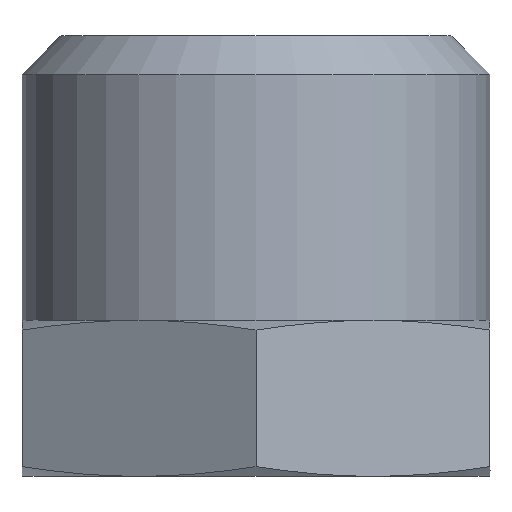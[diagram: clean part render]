
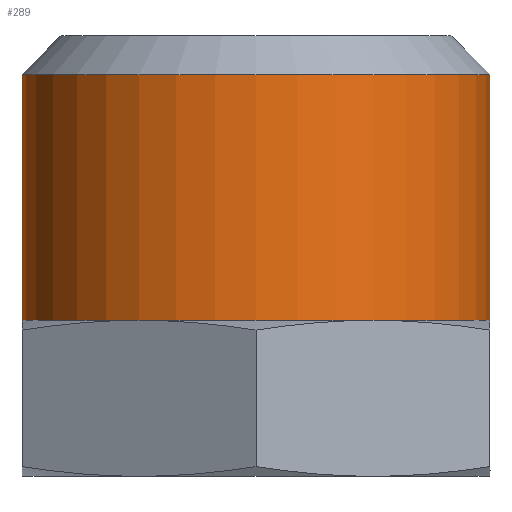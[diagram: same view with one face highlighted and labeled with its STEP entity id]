
A CAD part, front view. The second image highlights one B-rep face of the part: STEP entity #289.
In plain terms, the highlighted cylindrical face has radius 6 mm (diameter 12 mm), a partial arc.
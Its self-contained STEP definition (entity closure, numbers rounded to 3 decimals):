
#58=FACE_OUTER_BOUND('',#93,.F.);
#93=EDGE_LOOP('',(#160,#161,#162,#163,#164,#165));
#160=ORIENTED_EDGE('',*,*,#475,.T.);
#161=ORIENTED_EDGE('',*,*,#477,.T.);
#162=ORIENTED_EDGE('',*,*,#478,.T.);
#163=ORIENTED_EDGE('',*,*,#505,.T.);
#164=ORIENTED_EDGE('',*,*,#491,.F.);
#165=ORIENTED_EDGE('',*,*,#506,.T.);
#289=ADVANCED_FACE('',(#58),#320,.T.);
#320=CYLINDRICAL_SURFACE('',#627,6.);
#371=LINE('',#1049,#389);
#372=LINE('',#1050,#390);
#389=VECTOR('',#751,6.3);
#390=VECTOR('',#752,6.3);
#408=CIRCLE('',#600,6.);
#410=CIRCLE('',#602,6.);
#411=CIRCLE('',#603,6.);
#424=CIRCLE('',#616,6.);
#475=EDGE_CURVE('',#519,#532,#408,.T.);
#477=EDGE_CURVE('',#532,#536,#410,.T.);
#478=EDGE_CURVE('',#536,#540,#411,.T.);
#491=EDGE_CURVE('',#507,#509,#424,.T.);
#505=EDGE_CURVE('',#540,#509,#371,.T.);
#506=EDGE_CURVE('',#507,#519,#372,.T.);
#507=VERTEX_POINT('',#829);
#509=VERTEX_POINT('',#831);
#519=VERTEX_POINT('',#841);
#532=VERTEX_POINT('',#854);
#536=VERTEX_POINT('',#858);
#540=VERTEX_POINT('',#862);
#600=AXIS2_PLACEMENT_3D('',#1019,#701,#702);
#602=AXIS2_PLACEMENT_3D('',#1021,#705,#706);
#603=AXIS2_PLACEMENT_3D('',#1022,#707,#708);
#616=AXIS2_PLACEMENT_3D('',#1035,#733,#734);
#627=AXIS2_PLACEMENT_3D('',#1058,#767,#768);
#701=DIRECTION('',(0.,0.,-1.));
#702=DIRECTION('',(1.,0.,0.));
#705=DIRECTION('',(0.,0.,-1.));
#706=DIRECTION('',(0.5,-0.866,0.));
#707=DIRECTION('',(0.,0.,-1.));
#708=DIRECTION('',(-0.5,-0.866,0.));
#733=DIRECTION('',(0.,0.,-1.));
#734=DIRECTION('',(1.,0.,0.));
#751=DIRECTION('',(0.,0.,1.));
#752=DIRECTION('',(0.,0.,-1.));
#767=DIRECTION('',(0.,0.,-1.));
#768=DIRECTION('',(0.996,0.087,0.));
#829=CARTESIAN_POINT('',(6.,0.,-1.));
#831=CARTESIAN_POINT('',(-6.,0.,-1.));
#841=CARTESIAN_POINT('',(6.,0.,-7.3));
#854=CARTESIAN_POINT('',(3.,-5.196,-7.3));
#858=CARTESIAN_POINT('',(-3.,-5.196,-7.3));
#862=CARTESIAN_POINT('',(-6.,0.,-7.3));
#1019=CARTESIAN_POINT('',(0.,0.,-7.3));
#1021=CARTESIAN_POINT('',(0.,0.,-7.3));
#1022=CARTESIAN_POINT('',(0.,0.,-7.3));
#1035=CARTESIAN_POINT('',(0.,0.,-1.));
#1049=CARTESIAN_POINT('',(-6.,0.,-7.3));
#1050=CARTESIAN_POINT('',(6.,0.,-1.));
#1058=CARTESIAN_POINT('',(0.,0.,-7.615));
